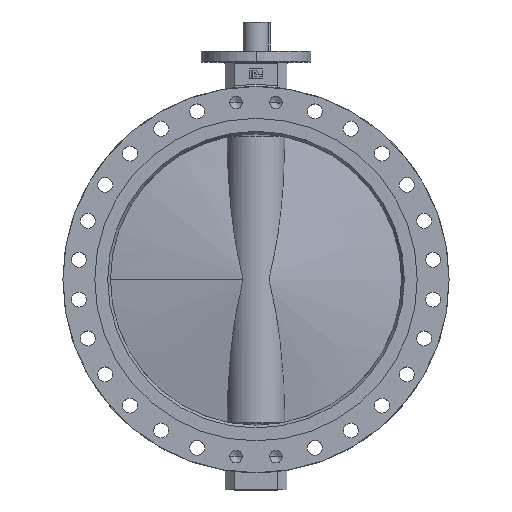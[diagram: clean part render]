
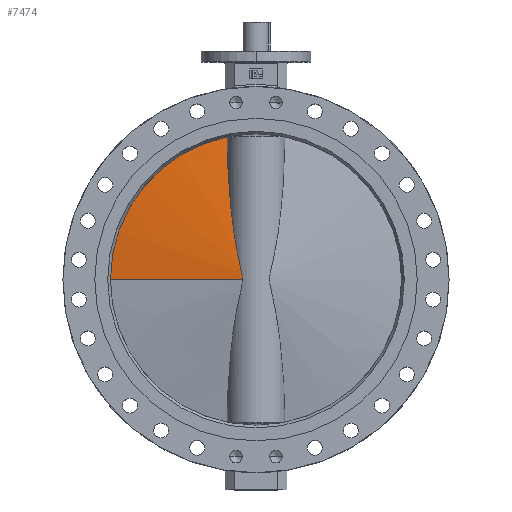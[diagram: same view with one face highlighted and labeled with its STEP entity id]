
A CAD part, top view. The second image highlights one B-rep face of the part: STEP entity #7474.
In plain terms, the highlighted conical face has half-angle 79.895 degrees and reference radius 5611.26 mm.
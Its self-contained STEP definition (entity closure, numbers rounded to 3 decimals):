
#871 = LINE ( 'NONE', #976, #872 ) ;
#872 = VECTOR ( 'NONE', #977, 1000. ) ;
#894 = CIRCLE ( 'NONE', #5571, 399.578 ) ;
#976 = CARTESIAN_POINT ( 'NONE',  ( 77.5, 0., 0. ) ) ;
#977 = DIRECTION ( 'NONE',  ( -0.175, 0., 0.984 ) ) ;
#1256 = CARTESIAN_POINT ( 'NONE',  ( 9.164, 375.128, 79.526 ) ) ;
#1257 = CARTESIAN_POINT ( 'NONE',  ( 6.29, 391.538, 79.752 ) ) ;
#1261 = CARTESIAN_POINT ( 'NONE',  ( 12.036, 358.722, 79.143 ) ) ;
#1262 = CARTESIAN_POINT ( 'NONE',  ( 17.777, 325.92, 78.055 ) ) ;
#1263 = CARTESIAN_POINT ( 'NONE',  ( 20.646, 309.523, 77.348 ) ) ;
#1264 = CARTESIAN_POINT ( 'NONE',  ( 26.378, 276.739, 75.586 ) ) ;
#1265 = CARTESIAN_POINT ( 'NONE',  ( 29.243, 260.35, 74.529 ) ) ;
#1266 = CARTESIAN_POINT ( 'NONE',  ( 34.958, 227.617, 72.026 ) ) ;
#1267 = CARTESIAN_POINT ( 'NONE',  ( 37.81, 211.269, 70.579 ) ) ;
#1268 = CARTESIAN_POINT ( 'NONE',  ( 43.496, 178.615, 67.224 ) ) ;
#1269 = CARTESIAN_POINT ( 'NONE',  ( 46.33, 162.31, 65.317 ) ) ;
#1270 = CARTESIAN_POINT ( 'NONE',  ( 50.558, 137.889, 62.025 ) ) ;
#1271 = CARTESIAN_POINT ( 'NONE',  ( 51.963, 129.755, 60.855 ) ) ;
#1272 = CARTESIAN_POINT ( 'NONE',  ( 54.758, 113.514, 58.353 ) ) ;
#1273 = CARTESIAN_POINT ( 'NONE',  ( 56.148, 105.407, 57.02 ) ) ;
#1274 = CARTESIAN_POINT ( 'NONE',  ( 58.905, 89.222, 54.167 ) ) ;
#1275 = CARTESIAN_POINT ( 'NONE',  ( 60.272, 81.143, 52.647 ) ) ;
#1276 = CARTESIAN_POINT ( 'NONE',  ( 62.288, 69.047, 50.213 ) ) ;
#1277 = CARTESIAN_POINT ( 'NONE',  ( 62.954, 65.019, 49.376 ) ) ;
#1278 = CARTESIAN_POINT ( 'NONE',  ( 64.268, 56.968, 47.653 ) ) ;
#1279 = CARTESIAN_POINT ( 'NONE',  ( 64.916, 52.945, 46.767 ) ) ;
#1280 = CARTESIAN_POINT ( 'NONE',  ( 66.182, 44.903, 44.957 ) ) ;
#1281 = CARTESIAN_POINT ( 'NONE',  ( 66.801, 40.883, 44.032 ) ) ;
#1282 = CARTESIAN_POINT ( 'NONE',  ( 67.688, 34.847, 42.646 ) ) ;
#1283 = CARTESIAN_POINT ( 'NONE',  ( 67.976, 32.834, 42.184 ) ) ;
#1284 = CARTESIAN_POINT ( 'NONE',  ( 68.534, 28.803, 41.272 ) ) ;
#1285 = CARTESIAN_POINT ( 'NONE',  ( 68.803, 26.785, 40.822 ) ) ;
#1286 = CARTESIAN_POINT ( 'NONE',  ( 69.312, 22.741, 39.951 ) ) ;
#1287 = CARTESIAN_POINT ( 'NONE',  ( 69.552, 20.714, 39.531 ) ) ;
#1288 = CARTESIAN_POINT ( 'NONE',  ( 69.99, 16.644, 38.751 ) ) ;
#1289 = CARTESIAN_POINT ( 'NONE',  ( 70.188, 14.601, 38.39 ) ) ;
#1290 = CARTESIAN_POINT ( 'NONE',  ( 70.521, 10.488, 37.774 ) ) ;
#1291 = CARTESIAN_POINT ( 'NONE',  ( 70.657, 8.419, 37.518 ) ) ;
#1292 = CARTESIAN_POINT ( 'NONE',  ( 70.844, 4.241, 37.165 ) ) ;
#1293 = CARTESIAN_POINT ( 'NONE',  ( 70.894, 2.132, 37.068 ) ) ;
#1294 = CARTESIAN_POINT ( 'NONE',  ( 70.894, 0., 37.068 ) ) ;
#1297 = CARTESIAN_POINT ( 'NONE',  ( 6.29, 0., 0. ) ) ;
#1298 = DIRECTION ( 'NONE',  ( 1., 0., 0. ) ) ;
#1299 = DIRECTION ( 'NONE',  ( 0., 0., -1. ) ) ;
#2842 = EDGE_LOOP ( 'NONE', ( #3076, #3077, #3078 ) ) ;
#3076 = ORIENTED_EDGE ( 'NONE', *, *, #10004, .F. ) ;
#3077 = ORIENTED_EDGE ( 'NONE', *, *, #10029, .F. ) ;
#3078 = ORIENTED_EDGE ( 'NONE', *, *, #10030, .T. ) ;
#3464 = VERTEX_POINT ( 'NONE', #8577 ) ;
#3485 = VERTEX_POINT ( 'NONE', #8598 ) ;
#3487 = VERTEX_POINT ( 'NONE', #8600 ) ;
#5571 = AXIS2_PLACEMENT_3D ( 'NONE', #1297, #1298, #1299 ) ;
#6082 = B_SPLINE_CURVE_WITH_KNOTS ( 'NONE', 3,
 ( #1257, #1256, #1261, #1262, #1263, #1264, #1265, #1266, #1267, #1268, #1269, #1270, #1271, #1272, #1273, #1274, #1275, #1276, #1277, #1278, #1279, #1280, #1281, #1282, #1283, #1284, #1285, #1286, #1287, #1288, #1289, #1290, #1291, #1292, #1293, #1294 ),
 .UNSPECIFIED., .F., .F.,
 ( 4, 2, 2, 2, 2, 2, 2, 2, 2, 2, 2, 2, 2, 2, 2, 2, 2, 4 ),
 ( 0.042, 0.092, 0.142, 0.192, 0.242, 0.291, 0.316, 0.341, 0.366, 0.379, 0.391, 0.404, 0.41, 0.416, 0.423, 0.429, 0.435, 0.441 ),
 .UNSPECIFIED. ) ;
#6185 = DIRECTION ( 'NONE',  ( 0., 0., 1. ) ) ;
#6186 = CARTESIAN_POINT ( 'NONE',  ( -922.5, 0., 0. ) ) ;
#6187 = DIRECTION ( 'NONE',  ( -1., 0., 0. ) ) ;
#7474 = ADVANCED_FACE ( 'NONE', ( #7824 ), #7839, .T. ) ;
#7824 = FACE_OUTER_BOUND ( 'NONE', #2842, .T. ) ;
#7839 = CONICAL_SURFACE ( 'NONE', #8120, 5611.261, 1.394 ) ;
#8120 = AXIS2_PLACEMENT_3D ( 'NONE', #6186, #6187, #6185 ) ;
#8577 = CARTESIAN_POINT ( 'NONE',  ( 6.29, 391.538, 79.752 ) ) ;
#8598 = CARTESIAN_POINT ( 'NONE',  ( 6.29, 0., 399.578 ) ) ;
#8600 = CARTESIAN_POINT ( 'NONE',  ( 70.894, 0., 37.068 ) ) ;
#10004 = EDGE_CURVE ( 'NONE', #3487, #3485, #871, .T. ) ;
#10029 = EDGE_CURVE ( 'NONE', #3464, #3487, #6082, .T. ) ;
#10030 = EDGE_CURVE ( 'NONE', #3464, #3485, #894, .T. ) ;
